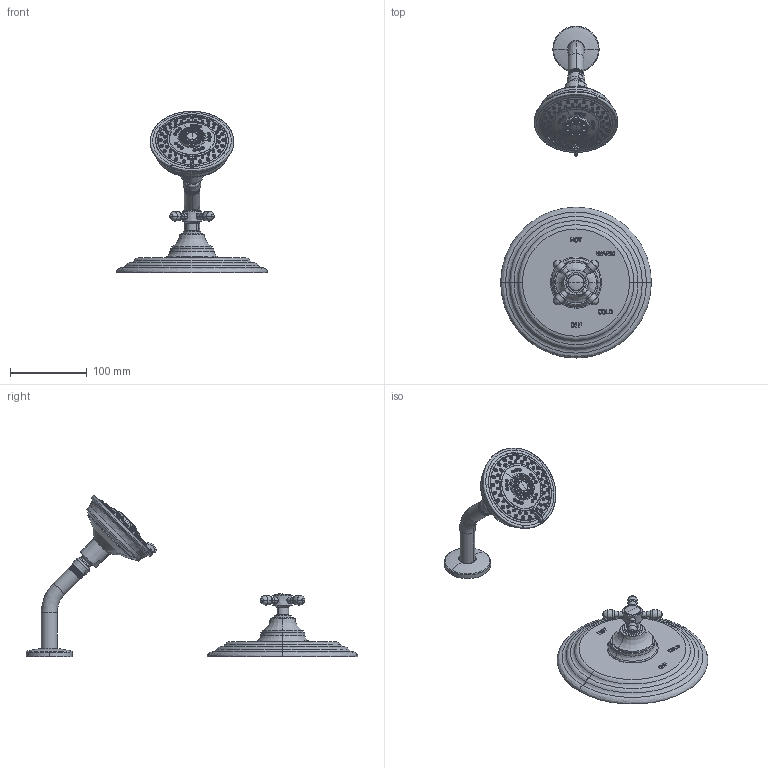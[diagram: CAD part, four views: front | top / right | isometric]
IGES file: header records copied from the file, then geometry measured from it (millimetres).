
Start section:  PTC IGES file: 3-1644bp.igs
Global section: file name: 3-1644bp.igs; native system: Creo Parametric by PTC Inc.; preprocessor: 2018400; author: jinson.thomas; organization: Unknown; date: 20210527.142200; units: inch
Bounding box: 196.85 x 433.45 x 210.63 mm (x, y, z)
Volume: 854389.6 mm3; surface area: 124500.8 mm2
Topology: 2 solids, 2 shells, 1361 faces, 2989 edges, 1802 vertices
Faces by surface type: revolution 977, bspline 304, extrusion 80
